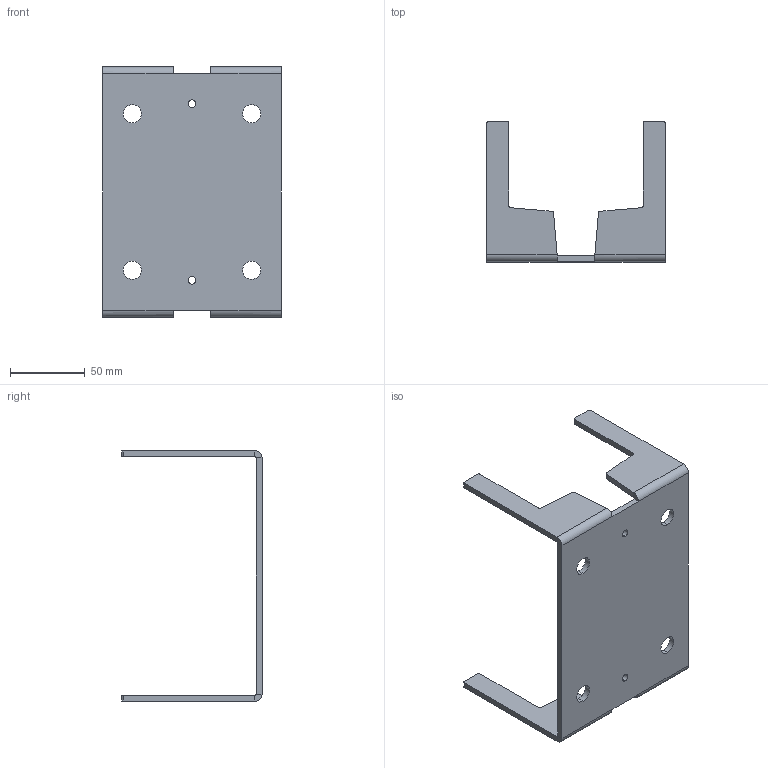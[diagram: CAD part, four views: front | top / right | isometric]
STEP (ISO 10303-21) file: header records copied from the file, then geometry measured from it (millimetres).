
FILE_DESCRIPTION (( 'STEP AP214' ), '1' );
FILE_NAME ('EXT1.WFS.2.STEP', '2013-09-17T16:03:04', ( 'EVOL' ), ( '' ), 'SwSTEP 2.0', 'SolidWorks 2012', '' );
FILE_SCHEMA (( 'AUTOMOTIVE_DESIGN' ));
Length unit declared in the file: millimetre
Products named in the file (1): EXT1.WFS.2
Bounding box: 120 x 94 x 168 mm (x, y, z)
Volume: 113815.6 mm3; surface area: 62770.2 mm2
Topology: 1 solids, 1 shells, 78 faces, 196 edges, 120 vertices
Faces by surface type: plane 38, cylinder 36, bspline 4
Entity records: 2458 total; most frequent: CARTESIAN_POINT 527, DIRECTION 402, ORIENTED_EDGE 392, EDGE_CURVE 196, AXIS2_PLACEMENT_3D 139, LINE 124, VECTOR 124, VERTEX_POINT 120
